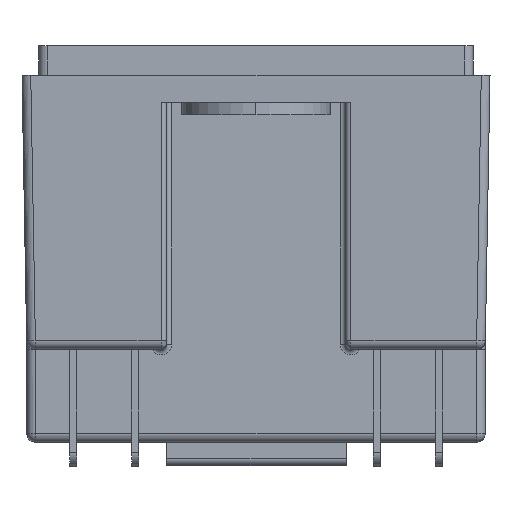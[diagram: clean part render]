
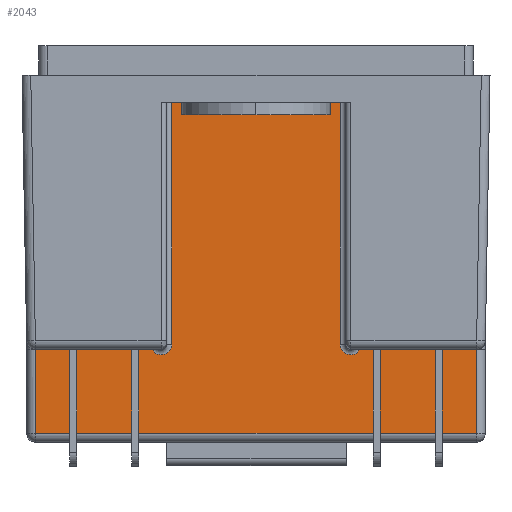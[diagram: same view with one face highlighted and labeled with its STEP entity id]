
A CAD part, left-side view. The second image highlights one B-rep face of the part: STEP entity #2043.
In plain terms, the highlighted planar face has unit normal (-1, 0, 0).
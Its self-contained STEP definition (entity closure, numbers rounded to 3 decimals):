
#751=CARTESIAN_POINT('',(-34.055,7.545,8.442));
#752=VERTEX_POINT('',#751);
#788=CARTESIAN_POINT('',(-34.055,16.009,8.442));
#789=VERTEX_POINT('',#788);
#797=CARTESIAN_POINT('',(-34.055,7.545,8.442));
#798=DIRECTION('',(0.0,1.0,0.0));
#799=VECTOR('',#798,8.463);
#800=LINE('',#797,#799);
#801=EDGE_CURVE('',#752,#789,#800,.T.);
#1547=CARTESIAN_POINT('',(-34.055,-7.557,8.442));
#1548=VERTEX_POINT('',#1547);
#1578=CARTESIAN_POINT('',(-34.055,-16.02,8.442));
#1579=VERTEX_POINT('',#1578);
#1580=CARTESIAN_POINT('',(-34.055,-16.02,8.442));
#1581=DIRECTION('',(0.0,1.0,0.0));
#1582=VECTOR('',#1581,8.463);
#1583=LINE('',#1580,#1582);
#1584=EDGE_CURVE('',#1579,#1548,#1583,.T.);
#1972=CARTESIAN_POINT('',(-34.055,17.61,27.569));
#1973=DIRECTION('',(1.0,0.0,0.0));
#1974=DIRECTION('',(0.0,-1.0,0.0));
#1975=AXIS2_PLACEMENT_3D('',#1972,#1973,#1974);
#1976=PLANE('',#1975);
#1977=CARTESIAN_POINT('',(-34.055,16.009,2.34));
#1978=VERTEX_POINT('',#1977);
#1979=CARTESIAN_POINT('',(-34.055,-16.02,2.34));
#1980=VERTEX_POINT('',#1979);
#1981=CARTESIAN_POINT('',(-34.055,16.009,2.34));
#1982=DIRECTION('',(0.0,-1.0,0.0));
#1983=VECTOR('',#1982,32.029);
#1984=LINE('',#1981,#1983);
#1985=EDGE_CURVE('',#1978,#1980,#1984,.T.);
#1986=ORIENTED_EDGE('',*,*,#1985,.T.);
#1987=CARTESIAN_POINT('',(-34.055,-16.02,2.34));
#1988=DIRECTION('',(0.0,0.0,1.0));
#1989=VECTOR('',#1988,6.102);
#1990=LINE('',#1987,#1989);
#1991=EDGE_CURVE('',#1980,#1579,#1990,.T.);
#1992=ORIENTED_EDGE('',*,*,#1991,.T.);
#1993=ORIENTED_EDGE('',*,*,#1584,.T.);
#1994=CARTESIAN_POINT('',(-34.055,-6.133,8.824));
#1995=VERTEX_POINT('',#1994);
#1996=CARTESIAN_POINT('',(-34.055,-6.896,8.824));
#1997=DIRECTION('',(1.0,0.0,0.0));
#1998=DIRECTION('',(0.0,-1.0,0.0));
#1999=AXIS2_PLACEMENT_3D('',#1996,#1997,#1998);
#2000=CIRCLE('',#1999,0.763);
#2001=EDGE_CURVE('',#1548,#1995,#2000,.T.);
#2002=ORIENTED_EDGE('',*,*,#2001,.T.);
#2003=CARTESIAN_POINT('',(-34.055,-6.133,26.368));
#2004=VERTEX_POINT('',#2003);
#2005=CARTESIAN_POINT('',(-34.055,-6.133,8.824));
#2006=DIRECTION('',(0.0,0.0,1.0));
#2007=VECTOR('',#2006,17.544);
#2008=LINE('',#2005,#2007);
#2009=EDGE_CURVE('',#1995,#2004,#2008,.T.);
#2010=ORIENTED_EDGE('',*,*,#2009,.T.);
#2011=CARTESIAN_POINT('',(-34.055,6.122,26.368));
#2012=VERTEX_POINT('',#2011);
#2013=CARTESIAN_POINT('',(-34.055,6.122,26.368));
#2014=DIRECTION('',(0.0,-1.0,0.0));
#2015=VECTOR('',#2014,12.255);
#2016=LINE('',#2013,#2015);
#2017=EDGE_CURVE('',#2012,#2004,#2016,.T.);
#2018=ORIENTED_EDGE('',*,*,#2017,.F.);
#2019=CARTESIAN_POINT('',(-34.055,6.122,8.824));
#2020=VERTEX_POINT('',#2019);
#2021=CARTESIAN_POINT('',(-34.055,6.122,26.368));
#2022=DIRECTION('',(0.0,0.0,-1.0));
#2023=VECTOR('',#2022,17.544);
#2024=LINE('',#2021,#2023);
#2025=EDGE_CURVE('',#2012,#2020,#2024,.T.);
#2026=ORIENTED_EDGE('',*,*,#2025,.T.);
#2027=CARTESIAN_POINT('',(-34.055,6.885,8.824));
#2028=DIRECTION('',(1.0,0.0,0.0));
#2029=DIRECTION('',(0.0,-1.0,0.0));
#2030=AXIS2_PLACEMENT_3D('',#2027,#2028,#2029);
#2031=CIRCLE('',#2030,0.763);
#2032=EDGE_CURVE('',#2020,#752,#2031,.T.);
#2033=ORIENTED_EDGE('',*,*,#2032,.T.);
#2034=ORIENTED_EDGE('',*,*,#801,.T.);
#2035=CARTESIAN_POINT('',(-34.055,16.009,8.442));
#2036=DIRECTION('',(0.0,0.0,-1.0));
#2037=VECTOR('',#2036,6.102);
#2038=LINE('',#2035,#2037);
#2039=EDGE_CURVE('',#789,#1978,#2038,.T.);
#2040=ORIENTED_EDGE('',*,*,#2039,.T.);
#2041=EDGE_LOOP('',(#1986,#1992,#1993,#2002,#2010,#2018,#2026,#2033,#2034,#2040));
#2042=FACE_OUTER_BOUND('',#2041,.T.);
#2043=ADVANCED_FACE('',(#2042),#1976,.F.);
